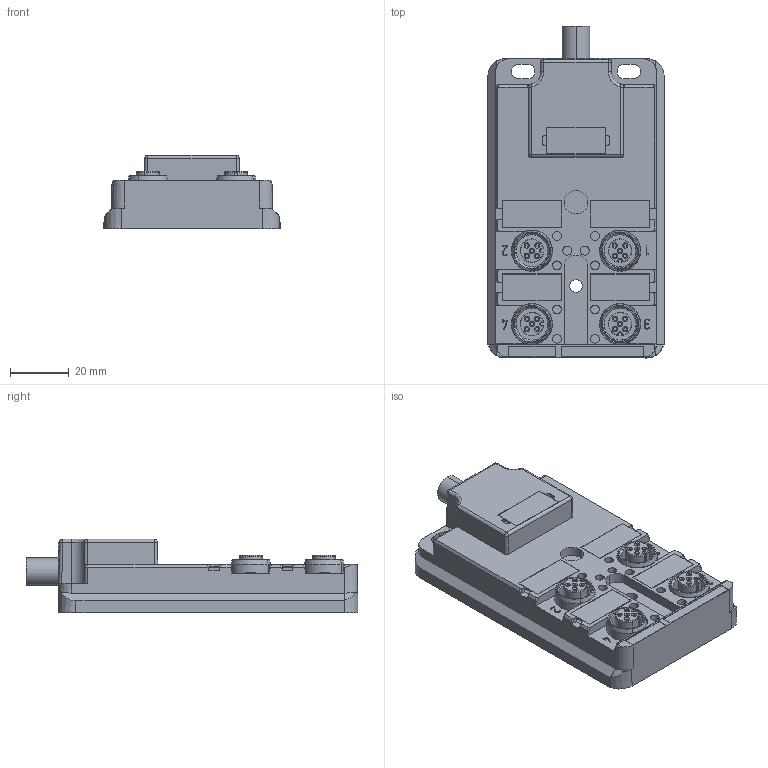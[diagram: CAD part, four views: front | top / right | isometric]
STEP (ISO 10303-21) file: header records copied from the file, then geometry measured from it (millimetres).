
FILE_DESCRIPTION(('CATIA V5 STEP Exchange','CAx-IF Rec.Pracs.--- Model Styling and Organization---1.4--- 2014-01-23'),'2;1');
FILE_NAME ('020806-2_1', '2020-01-09T12:55:56+00:00', ('none'), ('Weidmueller'), 'CATIA Version 5-6 Release 2016 SP3 HF44', 'CATIA V5 STEP AP214', 'none');
FILE_SCHEMA(('AUTOMOTIVE_DESIGN { 1 0 10303 214 1 1 1 1 }'));
Length unit declared in the file: millimetre
Products named in the file (1): 1766670000
Bounding box: 60 x 113 x 25 mm (x, y, z)
Volume: 97451.2 mm3; surface area: 37541.7 mm2
Topology: 17 solids, 17 shells, 1026 faces, 2595 edges, 1666 vertices
Faces by surface type: plane 452, cylinder 368, cone 154, torus 44, sphere 6, bspline 2
Entity records: 28889 total; most frequent: CARTESIAN_POINT 5983, ORIENTED_EDGE 5178, DIRECTION 3723, EDGE_CURVE 2589, AXIS2_PLACEMENT_3D 1673, VERTEX_POINT 1666, VECTOR 1389, LINE 1389
